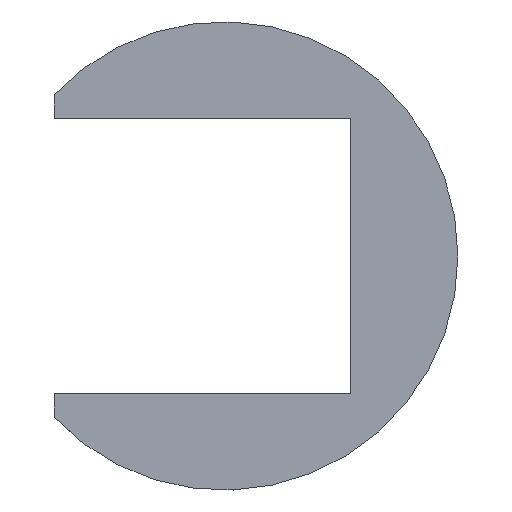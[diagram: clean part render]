
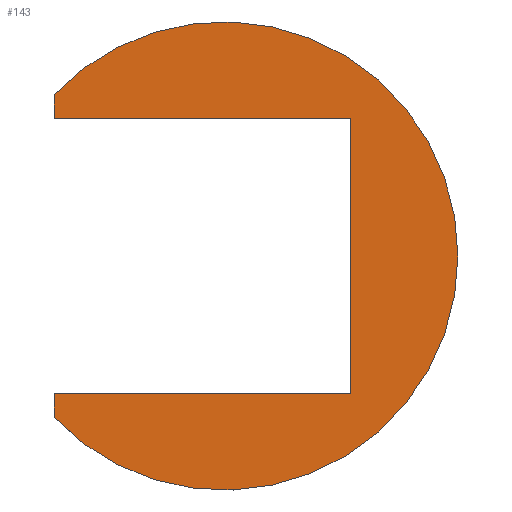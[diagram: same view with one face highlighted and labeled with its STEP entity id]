
A CAD part, top view. The second image highlights one B-rep face of the part: STEP entity #143.
In plain terms, the highlighted planar face has unit normal (0, 0, 1).
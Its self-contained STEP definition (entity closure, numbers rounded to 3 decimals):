
#16=CIRCLE('',#166,272.5);
#22=FACE_OUTER_BOUND('',#30,.T.);
#30=EDGE_LOOP('',(#112,#113,#114,#115,#116,#117));
#36=LINE('',#217,#52);
#38=LINE('',#221,#54);
#42=LINE('',#230,#58);
#46=LINE('',#238,#62);
#48=LINE('',#241,#64);
#52=VECTOR('',#177,10.);
#54=VECTOR('',#181,10.);
#58=VECTOR('',#187,10.);
#62=VECTOR('',#193,10.);
#64=VECTOR('',#197,10.);
#68=VERTEX_POINT('',#214);
#69=VERTEX_POINT('',#216);
#70=VERTEX_POINT('',#220);
#72=VERTEX_POINT('',#226);
#74=VERTEX_POINT('',#229);
#77=VERTEX_POINT('',#237);
#80=EDGE_CURVE('',#69,#68,#36,.T.);
#82=EDGE_CURVE('',#70,#69,#38,.F.);
#86=EDGE_CURVE('',#74,#72,#42,.F.);
#90=EDGE_CURVE('',#77,#74,#46,.T.);
#92=EDGE_CURVE('',#68,#77,#48,.T.);
#93=EDGE_CURVE('',#72,#70,#16,.F.);
#112=ORIENTED_EDGE('',*,*,#80,.T.);
#113=ORIENTED_EDGE('',*,*,#92,.T.);
#114=ORIENTED_EDGE('',*,*,#90,.T.);
#115=ORIENTED_EDGE('',*,*,#86,.T.);
#116=ORIENTED_EDGE('',*,*,#93,.T.);
#117=ORIENTED_EDGE('',*,*,#82,.T.);
#136=PLANE('',#165);
#143=ADVANCED_FACE('',(#22),#136,.T.);
#165=AXIS2_PLACEMENT_3D('',#240,#195,#196);
#166=AXIS2_PLACEMENT_3D('',#242,#198,#199);
#177=DIRECTION('',(1.,0.,0.));
#181=DIRECTION('',(0.,1.,0.));
#187=DIRECTION('',(0.,1.,0.));
#193=DIRECTION('',(-1.,0.,0.));
#195=DIRECTION('center_axis',(0.,0.,1.));
#196=DIRECTION('ref_axis',(1.,0.,0.));
#197=DIRECTION('',(0.,-1.,0.));
#198=DIRECTION('center_axis',(0.,0.,-1.));
#199=DIRECTION('ref_axis',(1.,0.,0.));
#214=CARTESIAN_POINT('',(30.,170.,0.));
#216=CARTESIAN_POINT('',(-315.,170.,0.));
#217=CARTESIAN_POINT('',(-238.75,170.,0.));
#220=CARTESIAN_POINT('',(-315.,197.75,0.));
#221=CARTESIAN_POINT('',(-315.,97.5,0.));
#226=CARTESIAN_POINT('',(-315.,-177.75,0.));
#229=CARTESIAN_POINT('',(-315.,-150.,0.));
#230=CARTESIAN_POINT('',(-315.,97.5,0.));
#237=CARTESIAN_POINT('',(30.,-150.,0.));
#238=CARTESIAN_POINT('',(-58.75,-150.,0.));
#240=CARTESIAN_POINT('Origin',(-117.5,10.,0.));
#241=CARTESIAN_POINT('',(30.,80.,0.));
#242=CARTESIAN_POINT('Origin',(-117.5,10.,0.));
